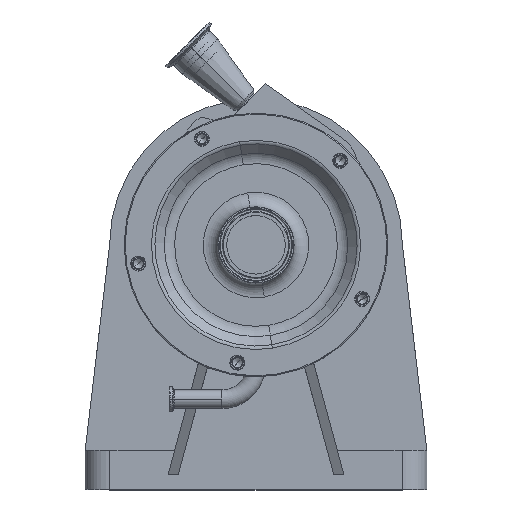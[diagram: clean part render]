
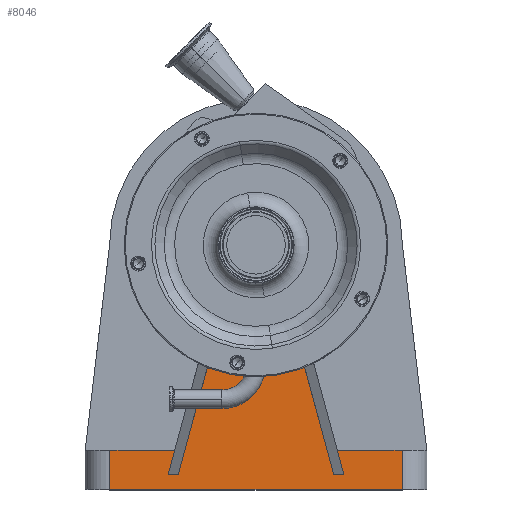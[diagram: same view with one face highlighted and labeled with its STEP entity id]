
A CAD part, top view. The second image highlights one B-rep face of the part: STEP entity #8046.
In plain terms, the highlighted planar face has unit normal (0, 0, 1).
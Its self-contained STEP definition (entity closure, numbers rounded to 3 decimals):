
#322 = ORIENTED_EDGE ( 'NONE', *, *, #9679, .F. ) ;
#632 = CARTESIAN_POINT ( 'NONE',  ( 79.637, 15., -80. ) ) ;
#664 = VECTOR ( 'NONE', #1200, 1000. ) ;
#710 = VERTEX_POINT ( 'NONE', #632 ) ;
#869 = FACE_OUTER_BOUND ( 'NONE', #2939, .T. ) ;
#1029 = AXIS2_PLACEMENT_3D ( 'NONE', #5149, #2409, #9584 ) ;
#1078 = VERTEX_POINT ( 'NONE', #7925 ) ;
#1200 = DIRECTION ( 'NONE',  ( 0., -1., 0. ) ) ;
#1245 = ORIENTED_EDGE ( 'NONE', *, *, #5060, .F. ) ;
#1385 = CARTESIAN_POINT ( 'NONE',  ( -40.6, 158.613, -80. ) ) ;
#1502 = LINE ( 'NONE', #5202, #11103 ) ;
#1559 = VERTEX_POINT ( 'NONE', #10552 ) ;
#1751 = DIRECTION ( 'NONE',  ( 0.262, 0.965, 0. ) ) ;
#1770 = CARTESIAN_POINT ( 'NONE',  ( 80.35, 12.377, -80. ) ) ;
#2064 = ORIENTED_EDGE ( 'NONE', *, *, #7638, .F. ) ;
#2177 = ORIENTED_EDGE ( 'NONE', *, *, #3203, .T. ) ;
#2229 = VERTEX_POINT ( 'NONE', #6628 ) ;
#2313 = VECTOR ( 'NONE', #9773, 1000. ) ;
#2409 = DIRECTION ( 'NONE',  ( 0., 0., -1. ) ) ;
#2410 = VECTOR ( 'NONE', #9177, 1000. ) ;
#2675 = LINE ( 'NONE', #1770, #2410 ) ;
#2780 = LINE ( 'NONE', #6675, #5593 ) ;
#2932 = CARTESIAN_POINT ( 'NONE',  ( -83.204, 40., -80. ) ) ;
#2939 = EDGE_LOOP ( 'NONE', ( #8600, #5700, #4132, #1245, #9146, #5862, #10143, #2064, #6630, #322, #2177, #3549 ) ) ;
#3039 = CARTESIAN_POINT ( 'NONE',  ( 149.6, 0., -80. ) ) ;
#3088 = EDGE_CURVE ( 'NONE', #10474, #4130, #4012, .T. ) ;
#3203 = EDGE_CURVE ( 'NONE', #710, #1559, #2675, .T. ) ;
#3391 = VERTEX_POINT ( 'NONE', #4812 ) ;
#3549 = ORIENTED_EDGE ( 'NONE', *, *, #11789, .T. ) ;
#3654 = CARTESIAN_POINT ( 'NONE',  ( -149.6, 0., -80. ) ) ;
#3952 = EDGE_CURVE ( 'NONE', #10630, #10541, #10692, .T. ) ;
#3953 = LINE ( 'NONE', #11480, #9480 ) ;
#4012 = LINE ( 'NONE', #9515, #664 ) ;
#4023 = EDGE_CURVE ( 'NONE', #1078, #11357, #3953, .T. ) ;
#4040 = VECTOR ( 'NONE', #6743, 1000. ) ;
#4130 = VERTEX_POINT ( 'NONE', #5269 ) ;
#4132 = ORIENTED_EDGE ( 'NONE', *, *, #7382, .T. ) ;
#4264 = DIRECTION ( 'NONE',  ( 1., 0., 0. ) ) ;
#4690 = VERTEX_POINT ( 'NONE', #2932 ) ;
#4739 = CARTESIAN_POINT ( 'NONE',  ( -149.6, 40., -80. ) ) ;
#4812 = CARTESIAN_POINT ( 'NONE',  ( -90., 15., -80. ) ) ;
#4856 = CARTESIAN_POINT ( 'NONE',  ( -90., 15., -80. ) ) ;
#4944 = VECTOR ( 'NONE', #10239, 1000. ) ;
#5060 = EDGE_CURVE ( 'NONE', #2229, #4690, #1502, .T. ) ;
#5149 = CARTESIAN_POINT ( 'NONE',  ( 0., 250., -80. ) ) ;
#5174 = CARTESIAN_POINT ( 'NONE',  ( 0., 15., -80. ) ) ;
#5202 = CARTESIAN_POINT ( 'NONE',  ( 149.6, 40., -80. ) ) ;
#5269 = CARTESIAN_POINT ( 'NONE',  ( 149.6, 0., -80. ) ) ;
#5380 = LINE ( 'NONE', #6310, #2313 ) ;
#5427 = PLANE ( 'NONE',  #6387 ) ;
#5593 = VECTOR ( 'NONE', #1751, 1000. ) ;
#5700 = ORIENTED_EDGE ( 'NONE', *, *, #11579, .F. ) ;
#5862 = ORIENTED_EDGE ( 'NONE', *, *, #6077, .T. ) ;
#5896 = DIRECTION ( 'NONE',  ( 0.262, -0.965, 0. ) ) ;
#6077 = EDGE_CURVE ( 'NONE', #9171, #4130, #7708, .T. ) ;
#6289 = CIRCLE ( 'NONE', #1029, 100. ) ;
#6310 = CARTESIAN_POINT ( 'NONE',  ( 149.6, 40., -80. ) ) ;
#6387 = AXIS2_PLACEMENT_3D ( 'NONE', #11935, #9123, #8263 ) ;
#6628 = CARTESIAN_POINT ( 'NONE',  ( -149.6, 40., -80. ) ) ;
#6630 = ORIENTED_EDGE ( 'NONE', *, *, #4023, .T. ) ;
#6675 = CARTESIAN_POINT ( 'NONE',  ( -67.186, 98.928, -80. ) ) ;
#6743 = DIRECTION ( 'NONE',  ( 1., 0., 0. ) ) ;
#6931 = CARTESIAN_POINT ( 'NONE',  ( 90., 15., -80. ) ) ;
#7136 = CARTESIAN_POINT ( 'NONE',  ( -40.6, 158.613, -80. ) ) ;
#7382 = EDGE_CURVE ( 'NONE', #3391, #4690, #2780, .T. ) ;
#7500 = CARTESIAN_POINT ( 'NONE',  ( 149.6, 40., -80. ) ) ;
#7638 = EDGE_CURVE ( 'NONE', #1078, #10474, #5380, .T. ) ;
#7708 = LINE ( 'NONE', #3039, #4040 ) ;
#7925 = CARTESIAN_POINT ( 'NONE',  ( 83.204, 40., -80. ) ) ;
#8046 = ADVANCED_FACE ( 'NONE', ( #869 ), #5427, .F. ) ;
#8263 = DIRECTION ( 'NONE',  ( -1., 0., 0. ) ) ;
#8413 = LINE ( 'NONE', #4856, #4944 ) ;
#8533 = DIRECTION ( 'NONE',  ( 0., -1., 0. ) ) ;
#8600 = ORIENTED_EDGE ( 'NONE', *, *, #3952, .T. ) ;
#8842 = CARTESIAN_POINT ( 'NONE',  ( -79.637, 15., -80. ) ) ;
#8901 = DIRECTION ( 'NONE',  ( 1., 0., 0. ) ) ;
#9123 = DIRECTION ( 'NONE',  ( 0., 0., -1. ) ) ;
#9146 = ORIENTED_EDGE ( 'NONE', *, *, #10451, .T. ) ;
#9171 = VERTEX_POINT ( 'NONE', #3654 ) ;
#9177 = DIRECTION ( 'NONE',  ( -0.262, 0.965, 0. ) ) ;
#9480 = VECTOR ( 'NONE', #5896, 1000. ) ;
#9515 = CARTESIAN_POINT ( 'NONE',  ( 149.6, 40., -80. ) ) ;
#9584 = DIRECTION ( 'NONE',  ( -1., 0., 0. ) ) ;
#9679 = EDGE_CURVE ( 'NONE', #710, #11357, #9843, .T. ) ;
#9773 = DIRECTION ( 'NONE',  ( 1., 0., 0. ) ) ;
#9843 = LINE ( 'NONE', #5174, #11497 ) ;
#10143 = ORIENTED_EDGE ( 'NONE', *, *, #3088, .F. ) ;
#10239 = DIRECTION ( 'NONE',  ( 1., 0., 0. ) ) ;
#10330 = VECTOR ( 'NONE', #8533, 1000. ) ;
#10451 = EDGE_CURVE ( 'NONE', #2229, #9171, #11158, .T. ) ;
#10474 = VERTEX_POINT ( 'NONE', #7500 ) ;
#10541 = VERTEX_POINT ( 'NONE', #8842 ) ;
#10552 = CARTESIAN_POINT ( 'NONE',  ( 40.6, 158.613, -80. ) ) ;
#10630 = VERTEX_POINT ( 'NONE', #7136 ) ;
#10692 = LINE ( 'NONE', #1385, #12010 ) ;
#11103 = VECTOR ( 'NONE', #8901, 1000. ) ;
#11158 = LINE ( 'NONE', #4739, #10330 ) ;
#11357 = VERTEX_POINT ( 'NONE', #6931 ) ;
#11361 = DIRECTION ( 'NONE',  ( -0.262, -0.965, 0. ) ) ;
#11480 = CARTESIAN_POINT ( 'NONE',  ( 87.773, 23.194, -80. ) ) ;
#11497 = VECTOR ( 'NONE', #4264, 1000. ) ;
#11579 = EDGE_CURVE ( 'NONE', #3391, #10541, #8413, .T. ) ;
#11789 = EDGE_CURVE ( 'NONE', #1559, #10630, #6289, .T. ) ;
#11935 = CARTESIAN_POINT ( 'NONE',  ( 149.6, 40., -80. ) ) ;
#12010 = VECTOR ( 'NONE', #11361, 1000. ) ;
